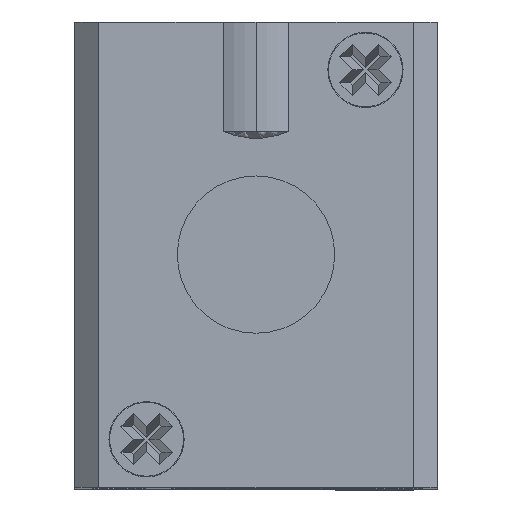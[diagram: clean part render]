
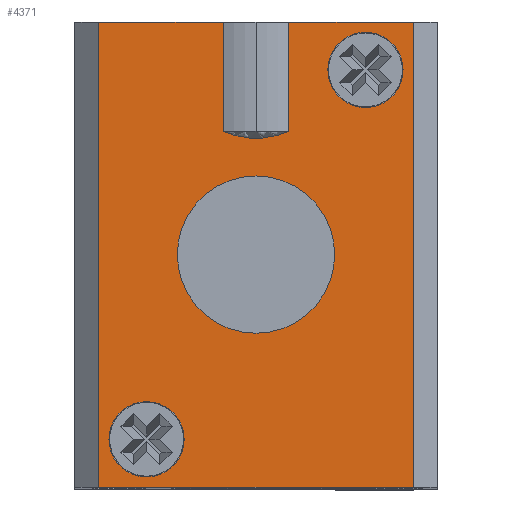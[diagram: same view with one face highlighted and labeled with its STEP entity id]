
A CAD part, top view. The second image highlights one B-rep face of the part: STEP entity #4371.
In plain terms, the highlighted planar face has unit normal (0, 0, 1).
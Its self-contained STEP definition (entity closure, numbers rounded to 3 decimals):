
#67 = CARTESIAN_POINT ( 'NONE',  ( 5.75, 0., 13. ) ) ;
#71 = CARTESIAN_POINT ( 'NONE',  ( -5.25, -13.5, 13. ) ) ;
#72 = CARTESIAN_POINT ( 'NONE',  ( -5.75, 0., 13. ) ) ;
#280 = ORIENTED_EDGE ( 'NONE', *, *, #1782, .F. ) ;
#281 = ORIENTED_EDGE ( 'NONE', *, *, #1780, .F. ) ;
#282 = ORIENTED_EDGE ( 'NONE', *, *, #1783, .F. ) ;
#283 = ORIENTED_EDGE ( 'NONE', *, *, #1776, .F. ) ;
#284 = ORIENTED_EDGE ( 'NONE', *, *, #1784, .F. ) ;
#285 = ORIENTED_EDGE ( 'NONE', *, *, #1772, .F. ) ;
#286 = ORIENTED_EDGE ( 'NONE', *, *, #1785, .F. ) ;
#287 = ORIENTED_EDGE ( 'NONE', *, *, #3545, .T. ) ;
#288 = ORIENTED_EDGE ( 'NONE', *, *, #639, .T. ) ;
#289 = ORIENTED_EDGE ( 'NONE', *, *, #3546, .T. ) ;
#290 = ORIENTED_EDGE ( 'NONE', *, *, #3547, .T. ) ;
#291 = ORIENTED_EDGE ( 'NONE', *, *, #3548, .T. ) ;
#292 = ORIENTED_EDGE ( 'NONE', *, *, #3549, .T. ) ;
#293 = ORIENTED_EDGE ( 'NONE', *, *, #3550, .T. ) ;
#328 = EDGE_LOOP ( 'NONE', ( #282, #283 ) ) ;
#331 = EDGE_LOOP ( 'NONE', ( #284, #285 ) ) ;
#340 = EDGE_LOOP ( 'NONE', ( #280, #281 ) ) ;
#356 = EDGE_LOOP ( 'NONE', ( #286, #287, #288, #289, #290, #291, #292, #293 ) ) ;
#639 = EDGE_CURVE ( 'NONE', #1236, #3260, #1955, .T. ) ;
#1046 = CARTESIAN_POINT ( 'NONE',  ( -11.5, 17., 13. ) ) ;
#1051 = CARTESIAN_POINT ( 'NONE',  ( 2.398, 9., 13. ) ) ;
#1054 = CARTESIAN_POINT ( 'NONE',  ( -2.398, 17., 13. ) ) ;
#1055 = CARTESIAN_POINT ( 'NONE',  ( -10.75, -13.5, 13. ) ) ;
#1056 = CARTESIAN_POINT ( 'NONE',  ( 2.398, 17., 13. ) ) ;
#1059 = CARTESIAN_POINT ( 'NONE',  ( 0., 14.5, 13. ) ) ;
#1060 = DIRECTION ( 'NONE',  ( 0., 0., -1. ) ) ;
#1061 = DIRECTION ( 'NONE',  ( 1., 0., 0. ) ) ;
#1062 = CARTESIAN_POINT ( 'NONE',  ( -11.5, 17., 13. ) ) ;
#1063 = DIRECTION ( 'NONE',  ( -1., 0., 0. ) ) ;
#1064 = CARTESIAN_POINT ( 'NONE',  ( -11.5, 17., 13. ) ) ;
#1065 = DIRECTION ( 'NONE',  ( 0., -1., 0. ) ) ;
#1066 = CARTESIAN_POINT ( 'NONE',  ( -11.5, -17., 13. ) ) ;
#1067 = DIRECTION ( 'NONE',  ( 1., 0., 0. ) ) ;
#1068 = CARTESIAN_POINT ( 'NONE',  ( 11.5, 17., 13. ) ) ;
#1069 = DIRECTION ( 'NONE',  ( 0., 1., 0. ) ) ;
#1070 = CARTESIAN_POINT ( 'NONE',  ( -11.5, 17., 13. ) ) ;
#1071 = DIRECTION ( 'NONE',  ( -1., 0., 0. ) ) ;
#1220 = VERTEX_POINT ( 'NONE', #67 ) ;
#1224 = VERTEX_POINT ( 'NONE', #71 ) ;
#1225 = VERTEX_POINT ( 'NONE', #72 ) ;
#1229 = VERTEX_POINT ( 'NONE', #2864 ) ;
#1230 = VERTEX_POINT ( 'NONE', #2865 ) ;
#1234 = VERTEX_POINT ( 'NONE', #2869 ) ;
#1235 = VERTEX_POINT ( 'NONE', #2870 ) ;
#1236 = VERTEX_POINT ( 'NONE', #2871 ) ;
#1524 = FACE_BOUND ( 'NONE', #340, .T. ) ;
#1525 = FACE_BOUND ( 'NONE', #328, .T. ) ;
#1526 = FACE_BOUND ( 'NONE', #331, .T. ) ;
#1527 = FACE_OUTER_BOUND ( 'NONE', #356, .T. ) ;
#1772 = EDGE_CURVE ( 'NONE', #3261, #1224, #2221, .T. ) ;
#1776 = EDGE_CURVE ( 'NONE', #1235, #4468, #2227, .T. ) ;
#1780 = EDGE_CURVE ( 'NONE', #1225, #1220, #2233, .T. ) ;
#1782 = EDGE_CURVE ( 'NONE', #1220, #1225, #2235, .T. ) ;
#1783 = EDGE_CURVE ( 'NONE', #4468, #1235, #2236, .T. ) ;
#1784 = EDGE_CURVE ( 'NONE', #1224, #3261, #2238, .T. ) ;
#1785 = EDGE_CURVE ( 'NONE', #3257, #3263, #2237, .T. ) ;
#1910 = CARTESIAN_POINT ( 'NONE',  ( -2.398, 9., 13. ) ) ;
#1911 = DIRECTION ( 'NONE',  ( 0., 1., 0. ) ) ;
#1955 = LINE ( 'NONE', #1910, #1957 ) ;
#1957 = VECTOR ( 'NONE', #1911, 1000. ) ;
#2221 = CIRCLE ( 'NONE', #3275, 2.75 ) ;
#2227 = CIRCLE ( 'NONE', #3277, 2.75 ) ;
#2233 = CIRCLE ( 'NONE', #3279, 5.75 ) ;
#2235 = CIRCLE ( 'NONE', #3280, 5.75 ) ;
#2236 = CIRCLE ( 'NONE', #3281, 2.75 ) ;
#2237 = LINE ( 'NONE', #3070, #2239 ) ;
#2238 = CIRCLE ( 'NONE', #3282, 2.75 ) ;
#2239 = VECTOR ( 'NONE', #3071, 1000. ) ;
#2425 = LINE ( 'NONE', #1062, #2427 ) ;
#2426 = CIRCLE ( 'NONE', #3584, 6. ) ;
#2427 = VECTOR ( 'NONE', #1063, 1000. ) ;
#2428 = LINE ( 'NONE', #1064, #2429 ) ;
#2429 = VECTOR ( 'NONE', #1065, 1000. ) ;
#2430 = LINE ( 'NONE', #1066, #2431 ) ;
#2431 = VECTOR ( 'NONE', #1067, 1000. ) ;
#2432 = LINE ( 'NONE', #1068, #2433 ) ;
#2433 = VECTOR ( 'NONE', #1069, 1000. ) ;
#2434 = LINE ( 'NONE', #1070, #2435 ) ;
#2435 = VECTOR ( 'NONE', #1071, 1000. ) ;
#2864 = CARTESIAN_POINT ( 'NONE',  ( -11.5, -17., 13. ) ) ;
#2865 = CARTESIAN_POINT ( 'NONE',  ( 11.5, -17., 13. ) ) ;
#2869 = CARTESIAN_POINT ( 'NONE',  ( 11.5, 17., 13. ) ) ;
#2870 = CARTESIAN_POINT ( 'NONE',  ( 5.25, 13.5, 13. ) ) ;
#2871 = CARTESIAN_POINT ( 'NONE',  ( -2.398, 9., 13. ) ) ;
#3036 = CARTESIAN_POINT ( 'NONE',  ( -8., -13.5, 13. ) ) ;
#3037 = DIRECTION ( 'NONE',  ( 0., 0., 1. ) ) ;
#3038 = DIRECTION ( 'NONE',  ( 1., 0., 0. ) ) ;
#3046 = CARTESIAN_POINT ( 'NONE',  ( 8., 13.5, 13. ) ) ;
#3047 = DIRECTION ( 'NONE',  ( 0., 0., 1. ) ) ;
#3048 = DIRECTION ( 'NONE',  ( 1., 0., 0. ) ) ;
#3056 = CARTESIAN_POINT ( 'NONE',  ( 0., 0., 13. ) ) ;
#3057 = DIRECTION ( 'NONE',  ( 0., 0., 1. ) ) ;
#3058 = DIRECTION ( 'NONE',  ( 1., 0., 0. ) ) ;
#3061 = CARTESIAN_POINT ( 'NONE',  ( 0., 0., 13. ) ) ;
#3062 = DIRECTION ( 'NONE',  ( 0., 0., 1. ) ) ;
#3063 = DIRECTION ( 'NONE',  ( 1., 0., 0. ) ) ;
#3064 = CARTESIAN_POINT ( 'NONE',  ( 8., 13.5, 13. ) ) ;
#3065 = DIRECTION ( 'NONE',  ( 0., 0., 1. ) ) ;
#3066 = DIRECTION ( 'NONE',  ( 1., 0., 0. ) ) ;
#3067 = CARTESIAN_POINT ( 'NONE',  ( -8., -13.5, 13. ) ) ;
#3068 = DIRECTION ( 'NONE',  ( 0., 0., 1. ) ) ;
#3069 = DIRECTION ( 'NONE',  ( 1., 0., 0. ) ) ;
#3070 = CARTESIAN_POINT ( 'NONE',  ( 2.398, 9., 13. ) ) ;
#3071 = DIRECTION ( 'NONE',  ( 0., 1., 0. ) ) ;
#3252 = VERTEX_POINT ( 'NONE', #1046 ) ;
#3257 = VERTEX_POINT ( 'NONE', #1051 ) ;
#3260 = VERTEX_POINT ( 'NONE', #1054 ) ;
#3261 = VERTEX_POINT ( 'NONE', #1055 ) ;
#3263 = VERTEX_POINT ( 'NONE', #1056 ) ;
#3275 = AXIS2_PLACEMENT_3D ( 'NONE', #3036, #3037, #3038 ) ;
#3277 = AXIS2_PLACEMENT_3D ( 'NONE', #3046, #3047, #3048 ) ;
#3279 = AXIS2_PLACEMENT_3D ( 'NONE', #3056, #3057, #3058 ) ;
#3280 = AXIS2_PLACEMENT_3D ( 'NONE', #3061, #3062, #3063 ) ;
#3281 = AXIS2_PLACEMENT_3D ( 'NONE', #3064, #3065, #3066 ) ;
#3282 = AXIS2_PLACEMENT_3D ( 'NONE', #3067, #3068, #3069 ) ;
#3376 = PLANE ( 'NONE',  #4471 ) ;
#3377 = CARTESIAN_POINT ( 'NONE',  ( 11.5, -17., 13. ) ) ;
#3378 = DIRECTION ( 'NONE',  ( 0., 0., 1. ) ) ;
#3379 = DIRECTION ( 'NONE',  ( 1., 0., 0. ) ) ;
#3395 = CARTESIAN_POINT ( 'NONE',  ( 10.75, 13.5, 13. ) ) ;
#3545 = EDGE_CURVE ( 'NONE', #3257, #1236, #2426, .T. ) ;
#3546 = EDGE_CURVE ( 'NONE', #3260, #3252, #2425, .T. ) ;
#3547 = EDGE_CURVE ( 'NONE', #3252, #1229, #2428, .T. ) ;
#3548 = EDGE_CURVE ( 'NONE', #1229, #1230, #2430, .T. ) ;
#3549 = EDGE_CURVE ( 'NONE', #1230, #1234, #2432, .T. ) ;
#3550 = EDGE_CURVE ( 'NONE', #1234, #3263, #2434, .T. ) ;
#3584 = AXIS2_PLACEMENT_3D ( 'NONE', #1059, #1060, #1061 ) ;
#4371 = ADVANCED_FACE ( 'NONE', ( #1524, #1525, #1526, #1527 ), #3376, .T. ) ;
#4468 = VERTEX_POINT ( 'NONE', #3395 ) ;
#4471 = AXIS2_PLACEMENT_3D ( 'NONE', #3377, #3378, #3379 ) ;
